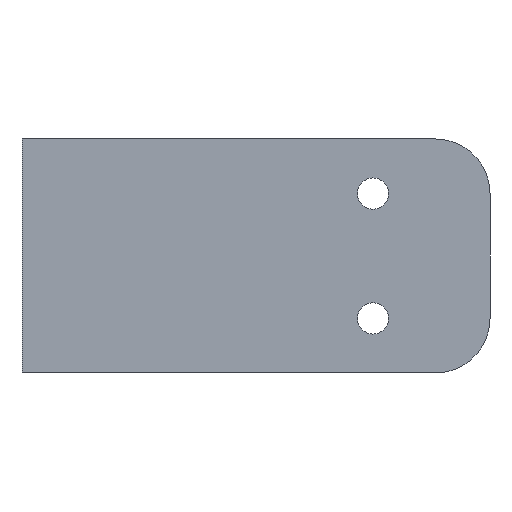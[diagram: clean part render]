
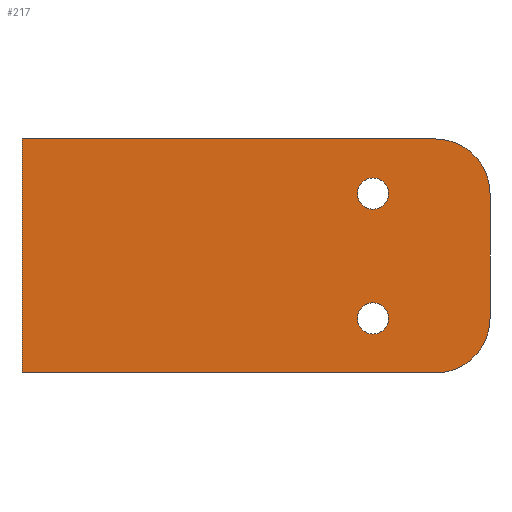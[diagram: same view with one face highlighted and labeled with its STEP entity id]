
A CAD part, front view. The second image highlights one B-rep face of the part: STEP entity #217.
In plain terms, the highlighted planar face has unit normal (0, -1, 0).
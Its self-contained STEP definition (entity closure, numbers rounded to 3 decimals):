
#27 = CARTESIAN_POINT ( 'NONE',  ( -24.862, -19., -30. ) ) ;
#30 = EDGE_CURVE ( 'NONE', #356, #570, #106, .T. ) ;
#39 = CIRCLE ( 'NONE', #440, 7. ) ;
#44 = DIRECTION ( 'NONE',  ( 1., 0., 0. ) ) ;
#69 = EDGE_CURVE ( 'NONE', #773, #356, #415, .T. ) ;
#77 = VERTEX_POINT ( 'NONE', #347 ) ;
#79 = CARTESIAN_POINT ( 'NONE',  ( 20.138, -19., -23. ) ) ;
#85 = CIRCLE ( 'NONE', #189, 7. ) ;
#91 = CARTESIAN_POINT ( 'NONE',  ( 35.138, -19., -30. ) ) ;
#106 = LINE ( 'NONE', #299, #233 ) ;
#108 = CARTESIAN_POINT ( 'NONE',  ( 28.138, -19., 0. ) ) ;
#110 = EDGE_CURVE ( 'NONE', #230, #648, #85, .T. ) ;
#127 = AXIS2_PLACEMENT_3D ( 'NONE', #469, #592, #44 ) ;
#141 = CARTESIAN_POINT ( 'NONE',  ( 22.138, -19., -23. ) ) ;
#147 = VECTOR ( 'NONE', #509, 1000. ) ;
#174 = DIRECTION ( 'NONE',  ( 0., -1., 0. ) ) ;
#181 = PLANE ( 'NONE',  #771 ) ;
#183 = DIRECTION ( 'NONE',  ( 0., -1., 0. ) ) ;
#185 = DIRECTION ( 'NONE',  ( 1., 0., 0. ) ) ;
#188 = FACE_OUTER_BOUND ( 'NONE', #348, .T. ) ;
#189 = AXIS2_PLACEMENT_3D ( 'NONE', #770, #775, #479 ) ;
#191 = DIRECTION ( 'NONE',  ( 1., 0., 0. ) ) ;
#192 = FACE_BOUND ( 'NONE', #249, .T. ) ;
#217 = ADVANCED_FACE ( 'NONE', ( #248, #192, #188 ), #181, .T. ) ;
#227 = ORIENTED_EDGE ( 'NONE', *, *, #349, .T. ) ;
#230 = VERTEX_POINT ( 'NONE', #735 ) ;
#233 = VECTOR ( 'NONE', #283, 1000. ) ;
#235 = AXIS2_PLACEMENT_3D ( 'NONE', #431, #571, #185 ) ;
#236 = CARTESIAN_POINT ( 'NONE',  ( 35.138, -19., -7. ) ) ;
#242 = VECTOR ( 'NONE', #654, 1000. ) ;
#248 = FACE_BOUND ( 'NONE', #608, .T. ) ;
#249 = EDGE_LOOP ( 'NONE', ( #661, #747 ) ) ;
#253 = EDGE_CURVE ( 'NONE', #387, #714, #362, .T. ) ;
#256 = ORIENTED_EDGE ( 'NONE', *, *, #384, .T. ) ;
#283 = DIRECTION ( 'NONE',  ( 1., 0., 0. ) ) ;
#289 = ORIENTED_EDGE ( 'NONE', *, *, #518, .T. ) ;
#299 = CARTESIAN_POINT ( 'NONE',  ( -24.862, -19., 0. ) ) ;
#316 = CARTESIAN_POINT ( 'NONE',  ( 20.138, -19., -23. ) ) ;
#323 = CARTESIAN_POINT ( 'NONE',  ( 28.138, -19., -7. ) ) ;
#324 = DIRECTION ( 'NONE',  ( 0., 1., 0. ) ) ;
#347 = CARTESIAN_POINT ( 'NONE',  ( 18.138, -19., -7. ) ) ;
#348 = EDGE_LOOP ( 'NONE', ( #289, #358, #391, #482, #227, #541 ) ) ;
#349 = EDGE_CURVE ( 'NONE', #773, #230, #621, .T. ) ;
#356 = VERTEX_POINT ( 'NONE', #751 ) ;
#358 = ORIENTED_EDGE ( 'NONE', *, *, #620, .T. ) ;
#362 = CIRCLE ( 'NONE', #613, 2. ) ;
#369 = CARTESIAN_POINT ( 'NONE',  ( 35.138, -19., -23. ) ) ;
#384 = EDGE_CURVE ( 'NONE', #714, #387, #575, .T. ) ;
#387 = VERTEX_POINT ( 'NONE', #141 ) ;
#391 = ORIENTED_EDGE ( 'NONE', *, *, #30, .F. ) ;
#406 = DIRECTION ( 'NONE',  ( 0., 0., 1. ) ) ;
#415 = LINE ( 'NONE', #533, #242 ) ;
#431 = CARTESIAN_POINT ( 'NONE',  ( 20.138, -19., -7. ) ) ;
#440 = AXIS2_PLACEMENT_3D ( 'NONE', #323, #174, #559 ) ;
#469 = CARTESIAN_POINT ( 'NONE',  ( 20.138, -19., -7. ) ) ;
#479 = DIRECTION ( 'NONE',  ( 1., 0., 0. ) ) ;
#482 = ORIENTED_EDGE ( 'NONE', *, *, #69, .F. ) ;
#497 = CARTESIAN_POINT ( 'NONE',  ( -24.862, -19., -30. ) ) ;
#501 = AXIS2_PLACEMENT_3D ( 'NONE', #79, #324, #691 ) ;
#509 = DIRECTION ( 'NONE',  ( 1., 0., 0. ) ) ;
#515 = CIRCLE ( 'NONE', #127, 2. ) ;
#518 = EDGE_CURVE ( 'NONE', #648, #642, #542, .T. ) ;
#533 = CARTESIAN_POINT ( 'NONE',  ( -24.862, -19., -30. ) ) ;
#541 = ORIENTED_EDGE ( 'NONE', *, *, #110, .T. ) ;
#542 = LINE ( 'NONE', #91, #622 ) ;
#554 = CARTESIAN_POINT ( 'NONE',  ( 22.138, -19., -7. ) ) ;
#555 = DIRECTION ( 'NONE',  ( 0., 1., 0. ) ) ;
#559 = DIRECTION ( 'NONE',  ( 1., 0., 0. ) ) ;
#561 = EDGE_CURVE ( 'NONE', #712, #77, #515, .T. ) ;
#570 = VERTEX_POINT ( 'NONE', #108 ) ;
#571 = DIRECTION ( 'NONE',  ( 0., 1., 0. ) ) ;
#572 = CARTESIAN_POINT ( 'NONE',  ( -24.862, -19., -30. ) ) ;
#575 = CIRCLE ( 'NONE', #501, 2. ) ;
#592 = DIRECTION ( 'NONE',  ( 0., 1., 0. ) ) ;
#608 = EDGE_LOOP ( 'NONE', ( #256, #638 ) ) ;
#613 = AXIS2_PLACEMENT_3D ( 'NONE', #316, #555, #191 ) ;
#620 = EDGE_CURVE ( 'NONE', #642, #570, #39, .T. ) ;
#621 = LINE ( 'NONE', #572, #147 ) ;
#622 = VECTOR ( 'NONE', #406, 1000. ) ;
#632 = EDGE_CURVE ( 'NONE', #77, #712, #641, .T. ) ;
#638 = ORIENTED_EDGE ( 'NONE', *, *, #253, .T. ) ;
#641 = CIRCLE ( 'NONE', #235, 2. ) ;
#642 = VERTEX_POINT ( 'NONE', #236 ) ;
#648 = VERTEX_POINT ( 'NONE', #369 ) ;
#654 = DIRECTION ( 'NONE',  ( 0., 0., 1. ) ) ;
#661 = ORIENTED_EDGE ( 'NONE', *, *, #632, .T. ) ;
#691 = DIRECTION ( 'NONE',  ( 1., 0., 0. ) ) ;
#712 = VERTEX_POINT ( 'NONE', #554 ) ;
#714 = VERTEX_POINT ( 'NONE', #780 ) ;
#729 = DIRECTION ( 'NONE',  ( 1., 0., 0. ) ) ;
#735 = CARTESIAN_POINT ( 'NONE',  ( 28.138, -19., -30. ) ) ;
#747 = ORIENTED_EDGE ( 'NONE', *, *, #561, .T. ) ;
#751 = CARTESIAN_POINT ( 'NONE',  ( -24.862, -19., 0. ) ) ;
#770 = CARTESIAN_POINT ( 'NONE',  ( 28.138, -19., -23. ) ) ;
#771 = AXIS2_PLACEMENT_3D ( 'NONE', #497, #183, #729 ) ;
#773 = VERTEX_POINT ( 'NONE', #27 ) ;
#775 = DIRECTION ( 'NONE',  ( 0., -1., 0. ) ) ;
#780 = CARTESIAN_POINT ( 'NONE',  ( 18.138, -19., -23. ) ) ;
